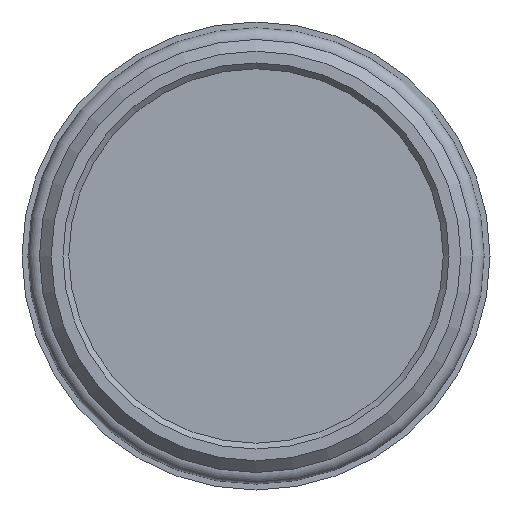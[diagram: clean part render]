
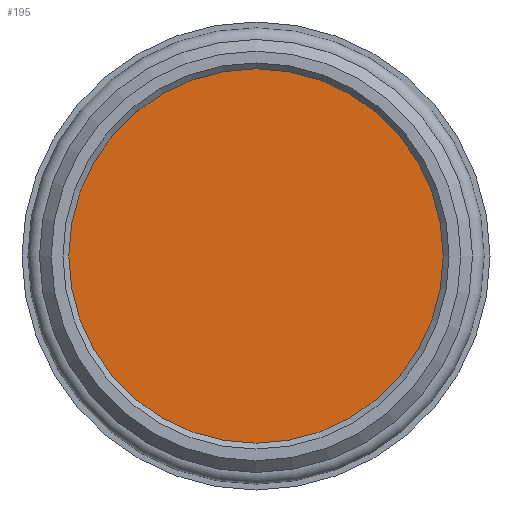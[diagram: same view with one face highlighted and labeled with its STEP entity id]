
A CAD part, front view. The second image highlights one B-rep face of the part: STEP entity #195.
In plain terms, the highlighted planar face has unit normal (0, -1, 0).
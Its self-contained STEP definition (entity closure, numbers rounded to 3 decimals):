
#41=FACE_OUTER_BOUND('',#55,.T.);
#55=EDGE_LOOP('',(#136));
#72=CIRCLE('',#233,16.);
#91=VERTEX_POINT('',#341);
#109=EDGE_CURVE('',#91,#91,#72,.T.);
#136=ORIENTED_EDGE('',*,*,#109,.F.);
#190=PLANE('',#232);
#195=ADVANCED_FACE('',(#41),#190,.F.);
#232=AXIS2_PLACEMENT_3D('',#340,#267,#268);
#233=AXIS2_PLACEMENT_3D('',#342,#269,#270);
#267=DIRECTION('center_axis',(0.,1.,0.));
#268=DIRECTION('ref_axis',(0.,0.,1.));
#269=DIRECTION('center_axis',(0.,1.,0.));
#270=DIRECTION('ref_axis',(1.,0.,0.));
#340=CARTESIAN_POINT('Origin',(-3.764,-8.299,0.));
#341=CARTESIAN_POINT('',(-19.764,-8.299,0.));
#342=CARTESIAN_POINT('Origin',(-3.764,-8.299,0.));
